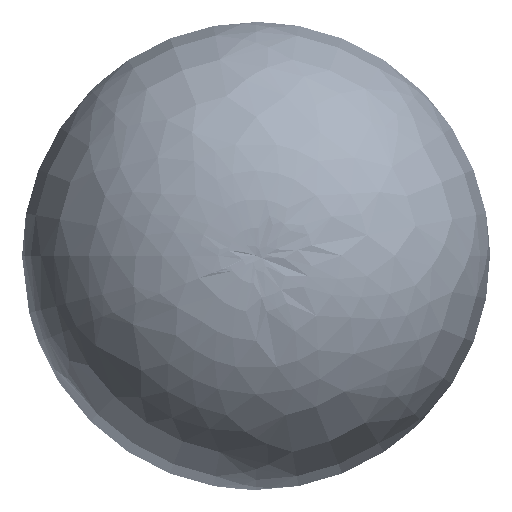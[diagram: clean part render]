
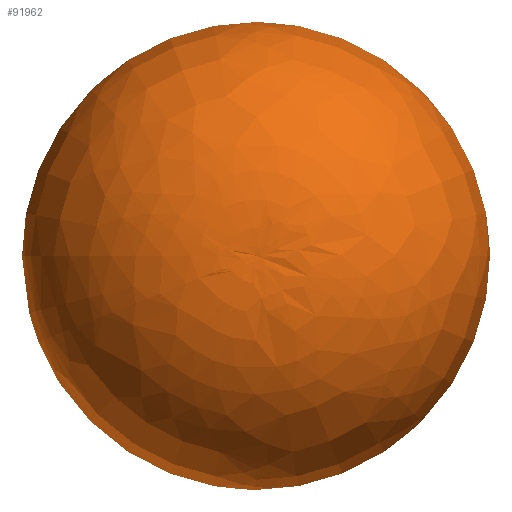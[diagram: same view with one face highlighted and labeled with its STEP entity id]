
A CAD part, top view. The second image highlights one B-rep face of the part: STEP entity #91962.
In plain terms, the highlighted free-form (B-spline) face has degree [2, 2] with [5, 9] control points.
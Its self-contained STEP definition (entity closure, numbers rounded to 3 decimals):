
#181=(
BOUNDED_CURVE()
B_SPLINE_CURVE(2,(#287933,#287934,#287935,#287936,#287937),
 .UNSPECIFIED.,.F.,.F.)
B_SPLINE_CURVE_WITH_KNOTS((3,2,3),(-0.524,0.582,
1.688),.UNSPECIFIED.)
CURVE()
GEOMETRIC_REPRESENTATION_ITEM()
RATIONAL_B_SPLINE_CURVE((1.,0.851,1.,0.851,1.))
REPRESENTATION_ITEM('')
);
#10698=(
BOUNDED_SURFACE()
B_SPLINE_SURFACE(2,2,((#287887,#287888,#287889,#287890,#287891,#287892,
#287893,#287894,#287895),(#287896,#287897,#287898,#287899,#287900,#287901,
#287902,#287903,#287904),(#287905,#287906,#287907,#287908,#287909,#287910,
#287911,#287912,#287913),(#287914,#287915,#287916,#287917,#287918,#287919,
#287920,#287921,#287922),(#287923,#287924,#287925,#287926,#287927,#287928,
#287929,#287930,#287931)),.UNSPECIFIED.,.F.,.T.,.F.)
B_SPLINE_SURFACE_WITH_KNOTS((3,2,3),(3,2,2,2,3),(-1.688,-0.582,
0.524),(-3.142,-1.571,0.,1.571,
3.142),.UNSPECIFIED.)
GEOMETRIC_REPRESENTATION_ITEM()
RATIONAL_B_SPLINE_SURFACE(((1.,0.707,1.,0.707,1.,
0.707,1.,0.707,1.),(0.851,0.602,
0.851,0.602,0.851,0.602,
0.851,0.602,0.851),(1.,0.707,
1.,0.707,1.,0.707,1.,0.707,1.),(0.851,
0.602,0.851,0.602,0.851,
0.602,0.851,0.602,0.851),
(1.,0.707,1.,0.707,1.,0.707,1.,0.707,
1.)))
REPRESENTATION_ITEM('')
SURFACE()
);
#16457=FACE_OUTER_BOUND('',#23640,.T.);
#23640=EDGE_LOOP('',(#80148,#80149,#80150,#80151));
#34951=CIRCLE('',#102557,1676.294);
#34952=CIRCLE('',#102558,1676.294);
#42987=VERTEX_POINT('',#287878);
#42988=VERTEX_POINT('',#287884);
#42989=VERTEX_POINT('',#287932);
#55375=EDGE_CURVE('',#42987,#42988,#34951,.T.);
#55376=EDGE_CURVE('',#42988,#42987,#34952,.T.);
#55377=EDGE_CURVE('',#42987,#42989,#181,.T.);
#80148=ORIENTED_EDGE('',*,*,#55376,.F.);
#80149=ORIENTED_EDGE('',*,*,#55375,.F.);
#80150=ORIENTED_EDGE('',*,*,#55377,.T.);
#80151=ORIENTED_EDGE('',*,*,#55377,.F.);
#91962=ADVANCED_FACE('',(#16457),#10698,.F.);
#102557=AXIS2_PLACEMENT_3D('',#287885,#125976,#125977);
#102558=AXIS2_PLACEMENT_3D('',#287886,#125978,#125979);
#125976=DIRECTION('center_axis',(-1.,0.,0.));
#125977=DIRECTION('ref_axis',(0.,0.,1.));
#125978=DIRECTION('center_axis',(-1.,0.,0.));
#125979=DIRECTION('ref_axis',(0.,0.,1.));
#287878=CARTESIAN_POINT('',(-852.339,200.,-1676.294));
#287884=CARTESIAN_POINT('',(-852.339,-1476.294,0.));
#287885=CARTESIAN_POINT('Origin',(-852.339,200.,0.));
#287886=CARTESIAN_POINT('Origin',(-852.339,200.,0.));
#287887=CARTESIAN_POINT('Ctrl Pts',(1692.904,200.,0.));
#287888=CARTESIAN_POINT('Ctrl Pts',(1692.904,200.,0.));
#287889=CARTESIAN_POINT('Ctrl Pts',(1692.904,200.,0.));
#287890=CARTESIAN_POINT('Ctrl Pts',(1692.904,200.,0.));
#287891=CARTESIAN_POINT('Ctrl Pts',(1692.904,200.,0.));
#287892=CARTESIAN_POINT('Ctrl Pts',(1692.904,200.,0.));
#287893=CARTESIAN_POINT('Ctrl Pts',(1692.904,200.,0.));
#287894=CARTESIAN_POINT('Ctrl Pts',(1692.904,200.,0.));
#287895=CARTESIAN_POINT('Ctrl Pts',(1692.904,200.,0.));
#287896=CARTESIAN_POINT('Ctrl Pts',(1816.352,200.,-1044.923));
#287897=CARTESIAN_POINT('Ctrl Pts',(1816.352,-844.923,-1044.923));
#287898=CARTESIAN_POINT('Ctrl Pts',(1816.352,-844.923,0.));
#287899=CARTESIAN_POINT('Ctrl Pts',(1816.352,-844.923,1044.923));
#287900=CARTESIAN_POINT('Ctrl Pts',(1816.352,200.,1044.923));
#287901=CARTESIAN_POINT('Ctrl Pts',(1816.352,1244.923,1044.923));
#287902=CARTESIAN_POINT('Ctrl Pts',(1816.352,1244.923,0.));
#287903=CARTESIAN_POINT('Ctrl Pts',(1816.352,1244.923,-1044.923));
#287904=CARTESIAN_POINT('Ctrl Pts',(1816.352,200.,-1044.923));
#287905=CARTESIAN_POINT('Ctrl Pts',(937.618,200.,-1623.656));
#287906=CARTESIAN_POINT('Ctrl Pts',(937.618,-1423.656,
-1623.656));
#287907=CARTESIAN_POINT('Ctrl Pts',(937.618,-1423.656,
0.));
#287908=CARTESIAN_POINT('Ctrl Pts',(937.618,-1423.656,
1623.656));
#287909=CARTESIAN_POINT('Ctrl Pts',(937.618,200.,1623.656));
#287910=CARTESIAN_POINT('Ctrl Pts',(937.618,1823.656,1623.656));
#287911=CARTESIAN_POINT('Ctrl Pts',(937.618,1823.656,0.));
#287912=CARTESIAN_POINT('Ctrl Pts',(937.618,1823.656,-1623.656));
#287913=CARTESIAN_POINT('Ctrl Pts',(937.618,200.,-1623.656));
#287914=CARTESIAN_POINT('Ctrl Pts',(58.885,200.,-2202.389));
#287915=CARTESIAN_POINT('Ctrl Pts',(58.885,-2002.389,
-2202.389));
#287916=CARTESIAN_POINT('Ctrl Pts',(58.885,-2002.389,
0.));
#287917=CARTESIAN_POINT('Ctrl Pts',(58.885,-2002.389,
2202.389));
#287918=CARTESIAN_POINT('Ctrl Pts',(58.885,200.,2202.389));
#287919=CARTESIAN_POINT('Ctrl Pts',(58.885,2402.389,2202.389));
#287920=CARTESIAN_POINT('Ctrl Pts',(58.885,2402.389,0.));
#287921=CARTESIAN_POINT('Ctrl Pts',(58.885,2402.389,-2202.389));
#287922=CARTESIAN_POINT('Ctrl Pts',(58.885,200.,-2202.389));
#287923=CARTESIAN_POINT('Ctrl Pts',(-852.339,200.,-1676.294));
#287924=CARTESIAN_POINT('Ctrl Pts',(-852.339,-1476.294,
-1676.294));
#287925=CARTESIAN_POINT('Ctrl Pts',(-852.339,-1476.294,
0.));
#287926=CARTESIAN_POINT('Ctrl Pts',(-852.339,-1476.294,
1676.294));
#287927=CARTESIAN_POINT('Ctrl Pts',(-852.339,200.,1676.294));
#287928=CARTESIAN_POINT('Ctrl Pts',(-852.339,1876.294,
1676.294));
#287929=CARTESIAN_POINT('Ctrl Pts',(-852.339,1876.294,
0.));
#287930=CARTESIAN_POINT('Ctrl Pts',(-852.339,1876.294,
-1676.294));
#287931=CARTESIAN_POINT('Ctrl Pts',(-852.339,200.,-1676.294));
#287932=CARTESIAN_POINT('',(1692.904,200.,0.));
#287933=CARTESIAN_POINT('Ctrl Pts',(-852.339,200.,-1676.294));
#287934=CARTESIAN_POINT('Ctrl Pts',(58.885,200.,-2202.389));
#287935=CARTESIAN_POINT('Ctrl Pts',(937.618,200.,-1623.656));
#287936=CARTESIAN_POINT('Ctrl Pts',(1816.352,200.,-1044.923));
#287937=CARTESIAN_POINT('Ctrl Pts',(1692.904,200.,0.));
